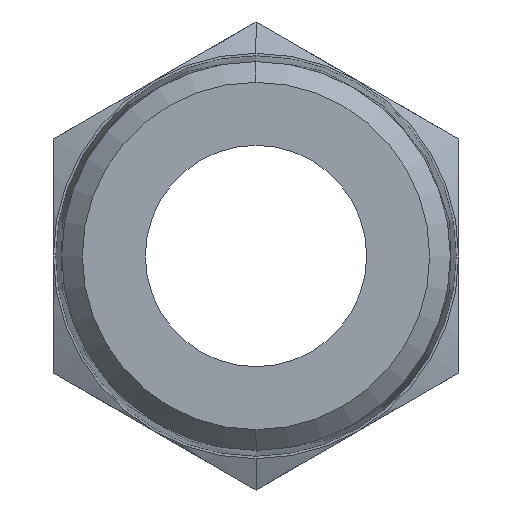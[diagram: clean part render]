
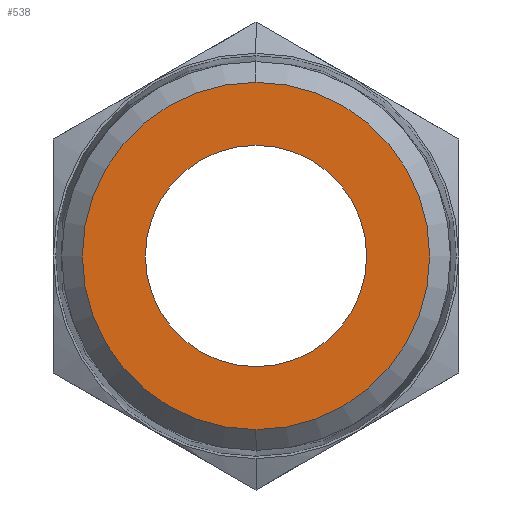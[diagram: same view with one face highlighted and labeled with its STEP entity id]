
A CAD part, left-side view. The second image highlights one B-rep face of the part: STEP entity #538.
In plain terms, the highlighted planar face has unit normal (-1, 0, 0).
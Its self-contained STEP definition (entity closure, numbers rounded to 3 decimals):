
#276=CARTESIAN_POINT('POINT21',(0.,0.,
   -11.563));
#277=VERTEX_POINT('VERTEX21',#276);
#284=CARTESIAN_POINT('POINT22',(0.,
   0.,11.563));
#285=VERTEX_POINT('VERTEX22',#284);
#286=CARTESIAN_POINT('POS16',(0.,
   0.,0.));
#287=DIRECTION('DIR24',(-1.,0.,
   0.));
#288=DIRECTION('DIR25',(0.,0.,
   -1.));
#289=AXIS2_PLACEMENT_3D('AXIS9',#286,#287,#288);
#290=CIRCLE('ELLIPSE5',#289,11.563);
#291=EDGE_CURVE('EDGE34',#285,#277,#290,.T.);
#311=EDGE_CURVE('EDGE36',#277,#285,#290,.T.);
#514=CARTESIAN_POINT('POINT35',(0.,0.,
   -7.366));
#515=VERTEX_POINT('VERTEX35',#514);
#516=CARTESIAN_POINT('POINT36',(0.,
   0.,7.366));
#517=VERTEX_POINT('VERTEX36',#516);
#518=CARTESIAN_POINT('POS31',(0.,
   0.,0.));
#519=DIRECTION('DIR47',(1.,0.,
   0.));
#520=DIRECTION('DIR48',(0.,0.,
   -1.));
#521=AXIS2_PLACEMENT_3D('AXIS17',#518,#519,#520);
#522=CIRCLE('ELLIPSE6',#521,7.366);
#523=EDGE_CURVE('EDGE55',#515,#517,#522,.T.);
#524=ORIENTED_EDGE('COEDGE95',*,*,#523,.T.);
#525=EDGE_CURVE('EDGE56',#517,#515,#522,.T.);
#526=ORIENTED_EDGE('COEDGE96',*,*,#525,.T.);
#527=EDGE_LOOP('NONE',(#524,#526));
#528=FACE_BOUND('LOOP1',#527,.T.);
#529=ORIENTED_EDGE('COEDGE97',*,*,#311,.T.);
#530=ORIENTED_EDGE('COEDGE98',*,*,#291,.T.);
#531=EDGE_LOOP('NONE',(#529,#530));
#532=FACE_BOUND('LOOP1',#531,.T.);
#533=CARTESIAN_POINT('POS32',(0.,0.,
   -6.452));
#534=DIRECTION('DIR49',(-1.,0.,
   0.));
#535=DIRECTION('DIR50',(0.,1.,
   0.));
#536=AXIS2_PLACEMENT_3D('AXIS18',#533,#534,#535);
#537=PLANE('PLANE8',#536);
#538=ADVANCED_FACE('FACE22',(#528,#532),#537,.T.);
